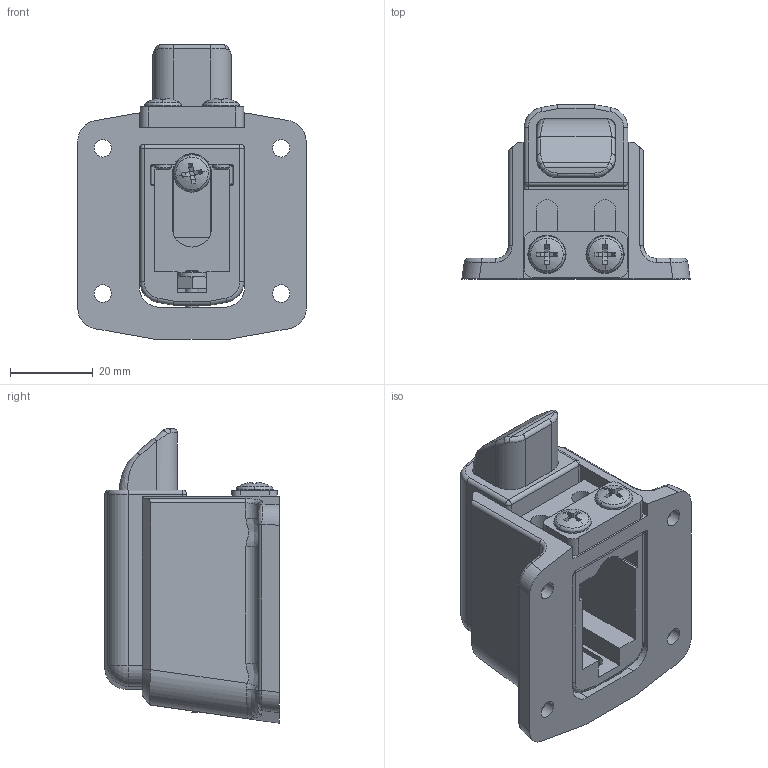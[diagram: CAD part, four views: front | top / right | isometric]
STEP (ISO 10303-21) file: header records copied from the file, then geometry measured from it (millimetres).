
FILE_DESCRIPTION (( 'STEP AP203' ), '1' );
FILE_NAME ('FA-681-S-2.STEP', '2021-07-15T06:22:29', ( '' ), ( '' ), 'SwSTEP 2.0', 'SolidWorks 2018', '' );
FILE_SCHEMA (( 'CONFIG_CONTROL_DESIGN' ));
Length unit declared in the file: millimetre
Products named in the file (9): FA-681-S-2_Bed screw with cross hole__M5x10十字穴付なべ小ねじ(SUS)SWシングルセムス(P2); FA-681-S-2_latch case_; FA-681-S-2_Bed screw with cross hole__M5x14十字穴付なべ小ねじ(SUS)SWシングルセムス(P2); FA-681-S-2; FA-681-S-2_base_; FA-681-S-2_Plate small screw with cross hole__M4x14十字穴付皿小ねじ(SUS); FA-681-S-2_Unut_; FA-681-S-2_latch_; FA-681-S-2_Height adjustment plate_
Assembly tree (9 placements, depth 2):
  FA-681-S-2
    FA-681-S-2_base_
    FA-681-S-2_latch case_
    FA-681-S-2_latch_
    FA-681-S-2_Height adjustment plate_
    FA-681-S-2_Bed screw with cross hole__M5x14十字穴付なべ小ねじ(SUS)SWシングルセムス(P2)  x2
    FA-681-S-2_Plate small screw with cross hole__M4x14十字穴付皿小ねじ(SUS)
    FA-681-S-2_Unut_
    FA-681-S-2_Bed screw with cross hole__M5x10十字穴付なべ小ねじ(SUS)SWシングルセムス(P2)
Bounding box: 55 x 42 x 70.95 mm (x, y, z)
Volume: 54329.5 mm3; surface area: 30613.6 mm2
Topology: 9 solids, 9 shells, 436 faces, 1130 edges, 711 vertices
Faces by surface type: plane 189, cylinder 159, bspline 34, cone 32, sphere 12, torus 10
Entity records: 14223 total; most frequent: CARTESIAN_POINT 3872, ORIENTED_EDGE 2028, DIRECTION 1929, EDGE_CURVE 1014, AXIS2_PLACEMENT_3D 702, VERTEX_POINT 639, VECTOR 525, LINE 525
